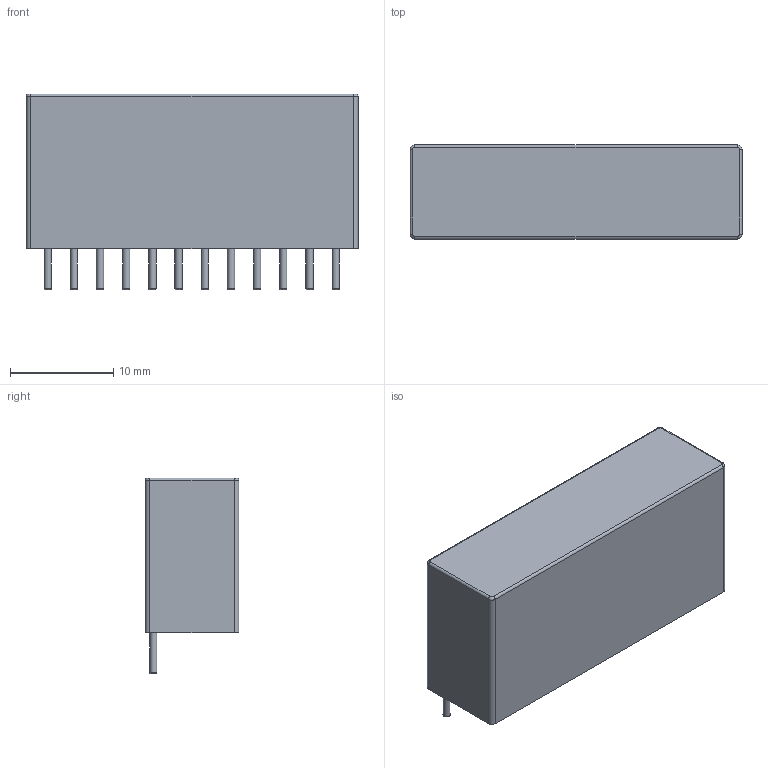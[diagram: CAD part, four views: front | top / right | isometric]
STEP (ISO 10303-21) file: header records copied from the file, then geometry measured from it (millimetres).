
FILE_DESCRIPTION(/* description */ ('model of Converter_DCDC_RECOM_R5xxxPA_THT'),/* implementation_level */ '2;1');
FILE_NAME(/* name */ 'Converter_DCDC_RECOM_R5xxxPA_THT.step',/* time_stamp */ '2018-07-10T19:09:32',/* author */ ('kicad StepUp','ksu'),/* organization */ ('FreeCAD'),/* preprocessor_version */ 'OCC',/* originating_system */ 'kicad StepUp',/* authorisation */ '');
FILE_SCHEMA(('AUTOMOTIVE_DESIGN { 1 0 10303 214 1 1 1 1 }'));
Length unit declared in the file: millimetre
Products named in the file (1): Converter_DCDC_RECOM_R5xxxPA_THT
Bounding box: 32.2 x 9.1 x 19 mm (x, y, z)
Volume: 4410.1 mm3; surface area: 1908.8 mm2
Topology: 1 solids, 1 shells, 54 faces, 100 edges, 60 vertices
Faces by surface type: cylinder 20, plane 18, torus 16
Full cylindrical faces by diameter (mm): 0.7 x12
Entity records: 1094 total; most frequent: CARTESIAN_POINT 171, ORIENTED_EDGE 168, AXIS2_PLACEMENT_3D 122, EDGE_CURVE 100, CIRCLE 68, FACE_BOUND 66, EDGE_LOOP 66, VERTEX_POINT 60
